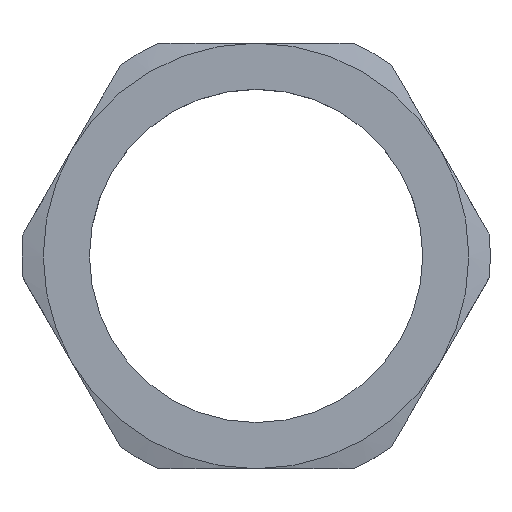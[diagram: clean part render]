
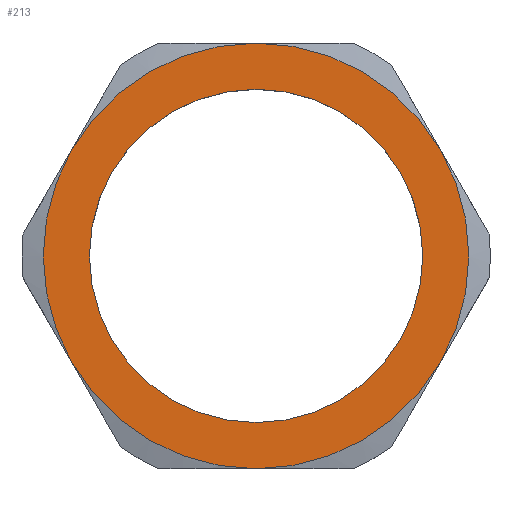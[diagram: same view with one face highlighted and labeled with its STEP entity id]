
A CAD part, top view. The second image highlights one B-rep face of the part: STEP entity #213.
In plain terms, the highlighted planar face has unit normal (0, 0, 1).
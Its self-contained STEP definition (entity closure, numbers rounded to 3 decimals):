
#1 = CIRCLE ( 'NONE', #255, 15. ) ;
#6 = ORIENTED_EDGE ( 'NONE', *, *, #9, .F. ) ;
#9 = EDGE_CURVE ( 'NONE', #443, #616, #464, .T. ) ;
#22 = EDGE_CURVE ( 'NONE', #491, #160, #480, .T. ) ;
#47 = CIRCLE ( 'NONE', #186, 15. ) ;
#64 = ORIENTED_EDGE ( 'NONE', *, *, #325, .F. ) ;
#84 = CIRCLE ( 'NONE', #210, 15. ) ;
#134 = EDGE_LOOP ( 'NONE', ( #229, #607 ) ) ;
#137 = EDGE_CURVE ( 'NONE', #185, #443, #150, .T. ) ;
#150 = CIRCLE ( 'NONE', #368, 15. ) ;
#157 = EDGE_CURVE ( 'NONE', #616, #722, #769, .T. ) ;
#160 = VERTEX_POINT ( 'NONE', #254 ) ;
#185 = VERTEX_POINT ( 'NONE', #735 ) ;
#186 = AXIS2_PLACEMENT_3D ( 'NONE', #435, #433, #431 ) ;
#210 = AXIS2_PLACEMENT_3D ( 'NONE', #513, #512, #509 ) ;
#213 = ADVANCED_FACE ( 'NONE', ( #391, #412 ), #730, .T. ) ;
#217 = VERTEX_POINT ( 'NONE', #717 ) ;
#223 = EDGE_CURVE ( 'NONE', #160, #491, #360, .T. ) ;
#229 = ORIENTED_EDGE ( 'NONE', *, *, #223, .F. ) ;
#254 = CARTESIAN_POINT ( 'NONE',  ( 11.75, 0., 2. ) ) ;
#255 = AXIS2_PLACEMENT_3D ( 'NONE', #666, #663, #662 ) ;
#275 = CARTESIAN_POINT ( 'NONE',  ( 0., 15., 2. ) ) ;
#281 = AXIS2_PLACEMENT_3D ( 'NONE', #705, #704, #703 ) ;
#286 = AXIS2_PLACEMENT_3D ( 'NONE', #742, #728, #726 ) ;
#325 = EDGE_CURVE ( 'NONE', #624, #217, #1, .T. ) ;
#339 = CARTESIAN_POINT ( 'NONE',  ( -12.99, 7.5, 2. ) ) ;
#342 = ORIENTED_EDGE ( 'NONE', *, *, #510, .F. ) ;
#345 = CARTESIAN_POINT ( 'NONE',  ( 12.99, 7.5, 2. ) ) ;
#357 = AXIS2_PLACEMENT_3D ( 'NONE', #782, #781, #773 ) ;
#360 = CIRCLE ( 'NONE', #281, 11.75 ) ;
#367 = DIRECTION ( 'NONE',  ( 0., 0., -1. ) ) ;
#368 = AXIS2_PLACEMENT_3D ( 'NONE', #381, #367, #379 ) ;
#379 = DIRECTION ( 'NONE',  ( 0., 1., 0. ) ) ;
#381 = CARTESIAN_POINT ( 'NONE',  ( 0., 0., 2. ) ) ;
#391 = FACE_BOUND ( 'NONE', #134, .T. ) ;
#399 = ORIENTED_EDGE ( 'NONE', *, *, #137, .F. ) ;
#400 = EDGE_LOOP ( 'NONE', ( #736, #629, #6, #399, #342, #64 ) ) ;
#412 = FACE_OUTER_BOUND ( 'NONE', #400, .T. ) ;
#431 = DIRECTION ( 'NONE',  ( 0., 1., 0. ) ) ;
#433 = DIRECTION ( 'NONE',  ( 0., 0., -1. ) ) ;
#435 = CARTESIAN_POINT ( 'NONE',  ( 0., 0., 2. ) ) ;
#443 = VERTEX_POINT ( 'NONE', #632 ) ;
#446 = AXIS2_PLACEMENT_3D ( 'NONE', #641, #532, #741 ) ;
#447 = AXIS2_PLACEMENT_3D ( 'NONE', #559, #593, #727 ) ;
#464 = CIRCLE ( 'NONE', #447, 15. ) ;
#480 = CIRCLE ( 'NONE', #446, 11.75 ) ;
#491 = VERTEX_POINT ( 'NONE', #569 ) ;
#509 = DIRECTION ( 'NONE',  ( 0., 1., 0. ) ) ;
#510 = EDGE_CURVE ( 'NONE', #217, #185, #84, .T. ) ;
#512 = DIRECTION ( 'NONE',  ( 0., 0., -1. ) ) ;
#513 = CARTESIAN_POINT ( 'NONE',  ( 0., 0., 2. ) ) ;
#532 = DIRECTION ( 'NONE',  ( 0., 0., 1. ) ) ;
#543 = EDGE_CURVE ( 'NONE', #722, #624, #47, .T. ) ;
#559 = CARTESIAN_POINT ( 'NONE',  ( 0., 0., 2. ) ) ;
#569 = CARTESIAN_POINT ( 'NONE',  ( -11.75, 0., 2. ) ) ;
#593 = DIRECTION ( 'NONE',  ( 0., 0., -1. ) ) ;
#607 = ORIENTED_EDGE ( 'NONE', *, *, #22, .F. ) ;
#616 = VERTEX_POINT ( 'NONE', #339 ) ;
#624 = VERTEX_POINT ( 'NONE', #345 ) ;
#629 = ORIENTED_EDGE ( 'NONE', *, *, #157, .F. ) ;
#632 = CARTESIAN_POINT ( 'NONE',  ( -12.99, -7.5, 2. ) ) ;
#641 = CARTESIAN_POINT ( 'NONE',  ( 0., 0., 2. ) ) ;
#662 = DIRECTION ( 'NONE',  ( 0., 1., 0. ) ) ;
#663 = DIRECTION ( 'NONE',  ( 0., 0., -1. ) ) ;
#666 = CARTESIAN_POINT ( 'NONE',  ( 0., 0., 2. ) ) ;
#703 = DIRECTION ( 'NONE',  ( 1., 0., 0. ) ) ;
#704 = DIRECTION ( 'NONE',  ( 0., 0., 1. ) ) ;
#705 = CARTESIAN_POINT ( 'NONE',  ( 0., 0., 2. ) ) ;
#717 = CARTESIAN_POINT ( 'NONE',  ( 12.99, -7.5, 2. ) ) ;
#722 = VERTEX_POINT ( 'NONE', #275 ) ;
#726 = DIRECTION ( 'NONE',  ( 1., 0., 0. ) ) ;
#727 = DIRECTION ( 'NONE',  ( 0., 1., 0. ) ) ;
#728 = DIRECTION ( 'NONE',  ( 0., 0., 1. ) ) ;
#730 = PLANE ( 'NONE',  #286 ) ;
#735 = CARTESIAN_POINT ( 'NONE',  ( 0., -15., 2. ) ) ;
#736 = ORIENTED_EDGE ( 'NONE', *, *, #543, .F. ) ;
#741 = DIRECTION ( 'NONE',  ( 1., 0., 0. ) ) ;
#742 = CARTESIAN_POINT ( 'NONE',  ( 0., 0., 2. ) ) ;
#769 = CIRCLE ( 'NONE', #357, 15. ) ;
#773 = DIRECTION ( 'NONE',  ( 0., 1., 0. ) ) ;
#781 = DIRECTION ( 'NONE',  ( 0., 0., -1. ) ) ;
#782 = CARTESIAN_POINT ( 'NONE',  ( 0., 0., 2. ) ) ;
